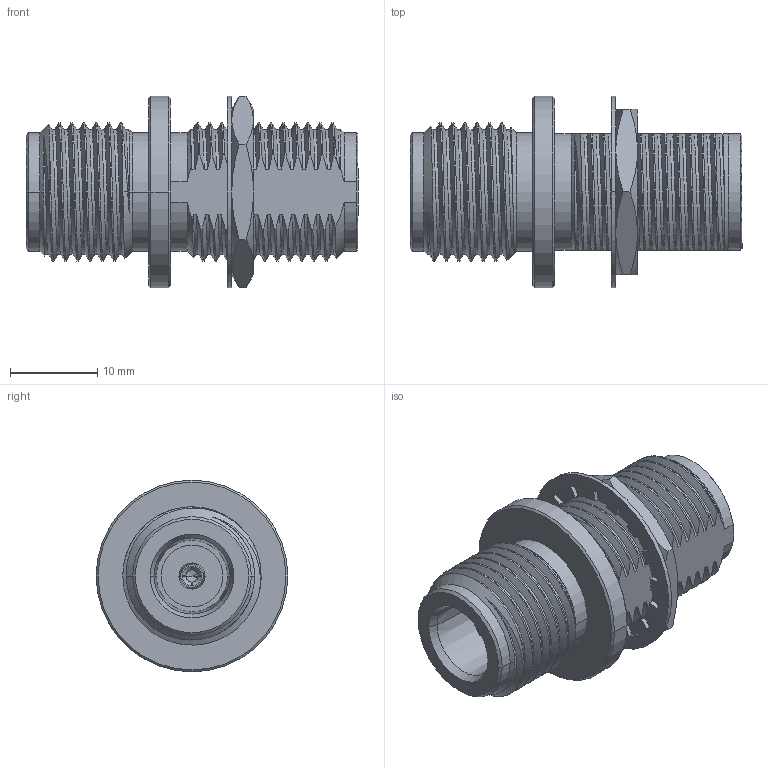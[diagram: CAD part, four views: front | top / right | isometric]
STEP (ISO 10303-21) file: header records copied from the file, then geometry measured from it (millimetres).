
FILE_DESCRIPTION (( 'STEP AP214' ), '1' );
FILE_NAME ('FMAD10040_3D.step', '2025-02-24T20:23:12', ( '' ), ( '' ), 'SwSTEP 2.0', 'SolidWorks 2022', '' );
FILE_SCHEMA (( 'AUTOMOTIVE_DESIGN' ));
Length unit declared in the file: millimetre
Products named in the file (4): AXA-NFNFB_body^FMAD10040; LOCKWASH-INT.625^FMAD10040; 3AA02-017^FMAD10040; FMAD10040_3D
Assembly tree (3 placements, depth 2):
  FMAD10040_3D
    AXA-NFNFB_body^FMAD10040
    LOCKWASH-INT.625^FMAD10040
    3AA02-017^FMAD10040
Bounding box: 38.1 x 22 x 22 mm (x, y, z)
Volume: 6116.4 mm3; surface area: 4701.1 mm2
Topology: 3 solids, 3 shells, 369 faces, 1036 edges, 677 vertices
Faces by surface type: plane 142, cylinder 90, bspline 78, cone 59
Entity records: 50389 total; most frequent: CARTESIAN_POINT 41054, ORIENTED_EDGE 2064, DIRECTION 1437, EDGE_CURVE 1032, VERTEX_POINT 677, AXIS2_PLACEMENT_3D 489, LINE 459, VECTOR 459
